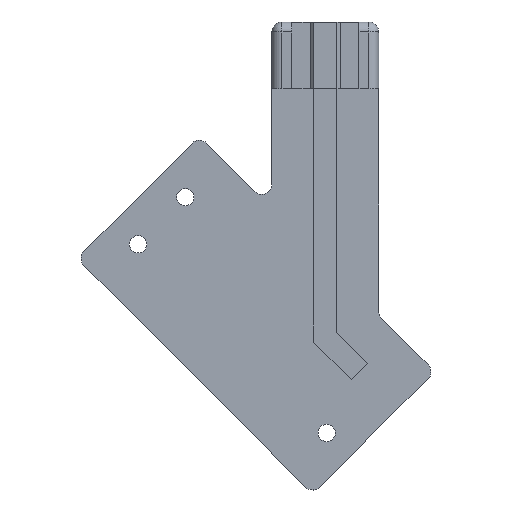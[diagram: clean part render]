
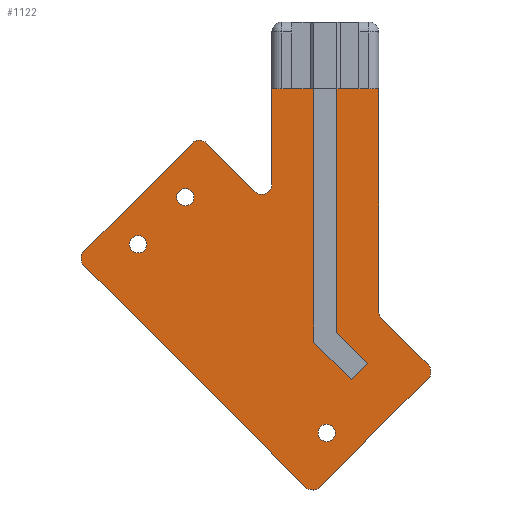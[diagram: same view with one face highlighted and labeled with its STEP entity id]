
A CAD part, top view. The second image highlights one B-rep face of the part: STEP entity #1122.
In plain terms, the highlighted planar face has unit normal (0, 0, 1).
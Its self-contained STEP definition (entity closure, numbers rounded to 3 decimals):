
#55=FACE_BOUND('',#210,.T.);
#56=FACE_BOUND('',#211,.T.);
#57=FACE_BOUND('',#212,.T.);
#70=CIRCLE('',#1208,3.);
#71=CIRCLE('',#1209,3.);
#72=CIRCLE('',#1210,3.);
#73=CIRCLE('',#1211,3.);
#74=CIRCLE('',#1212,3.);
#75=CIRCLE('',#1213,3.);
#76=CIRCLE('',#1214,2.6);
#77=CIRCLE('',#1215,2.6);
#78=CIRCLE('',#1216,2.6);
#138=FACE_OUTER_BOUND('',#209,.T.);
#209=EDGE_LOOP('',(#783,#784,#785,#786,#787,#788,#789,#790,#791,#792,#793,
#794,#795,#796,#797,#798,#799,#800,#801,#802));
#210=EDGE_LOOP('',(#803));
#211=EDGE_LOOP('',(#804));
#212=EDGE_LOOP('',(#805));
#289=LINE('',#1708,#391);
#293=LINE('',#1716,#395);
#296=LINE('',#1722,#398);
#299=LINE('',#1728,#401);
#302=LINE('',#1734,#404);
#306=LINE('',#1742,#408);
#307=LINE('',#1744,#409);
#308=LINE('',#1748,#410);
#309=LINE('',#1752,#411);
#310=LINE('',#1756,#412);
#311=LINE('',#1760,#413);
#312=LINE('',#1764,#414);
#313=LINE('',#1768,#415);
#314=LINE('',#1769,#416);
#391=VECTOR('',#1338,10.);
#395=VECTOR('',#1344,10.);
#398=VECTOR('',#1349,10.);
#401=VECTOR('',#1354,10.);
#404=VECTOR('',#1359,10.);
#408=VECTOR('',#1367,10.);
#409=VECTOR('',#1368,10.);
#410=VECTOR('',#1371,10.);
#411=VECTOR('',#1374,10.);
#412=VECTOR('',#1377,10.);
#413=VECTOR('',#1380,10.);
#414=VECTOR('',#1383,10.);
#415=VECTOR('',#1386,10.);
#416=VECTOR('',#1387,10.);
#493=VERTEX_POINT('',#1706);
#494=VERTEX_POINT('',#1707);
#497=VERTEX_POINT('',#1715);
#499=VERTEX_POINT('',#1721);
#501=VERTEX_POINT('',#1727);
#503=VERTEX_POINT('',#1733);
#505=VERTEX_POINT('',#1741);
#506=VERTEX_POINT('',#1743);
#507=VERTEX_POINT('',#1745);
#508=VERTEX_POINT('',#1747);
#509=VERTEX_POINT('',#1749);
#510=VERTEX_POINT('',#1751);
#511=VERTEX_POINT('',#1753);
#512=VERTEX_POINT('',#1755);
#513=VERTEX_POINT('',#1757);
#514=VERTEX_POINT('',#1759);
#515=VERTEX_POINT('',#1761);
#516=VERTEX_POINT('',#1763);
#517=VERTEX_POINT('',#1765);
#518=VERTEX_POINT('',#1767);
#519=VERTEX_POINT('',#1770);
#520=VERTEX_POINT('',#1772);
#521=VERTEX_POINT('',#1774);
#593=EDGE_CURVE('',#493,#494,#289,.T.);
#597=EDGE_CURVE('',#494,#497,#293,.T.);
#600=EDGE_CURVE('',#497,#499,#296,.T.);
#603=EDGE_CURVE('',#499,#501,#299,.T.);
#606=EDGE_CURVE('',#501,#503,#302,.T.);
#610=EDGE_CURVE('',#503,#505,#306,.T.);
#611=EDGE_CURVE('',#506,#505,#307,.T.);
#612=EDGE_CURVE('',#507,#506,#70,.T.);
#613=EDGE_CURVE('',#508,#507,#308,.T.);
#614=EDGE_CURVE('',#509,#508,#71,.T.);
#615=EDGE_CURVE('',#510,#509,#309,.T.);
#616=EDGE_CURVE('',#511,#510,#72,.T.);
#617=EDGE_CURVE('',#512,#511,#310,.T.);
#618=EDGE_CURVE('',#513,#512,#73,.T.);
#619=EDGE_CURVE('',#514,#513,#311,.T.);
#620=EDGE_CURVE('',#515,#514,#74,.T.);
#621=EDGE_CURVE('',#516,#515,#312,.T.);
#622=EDGE_CURVE('',#517,#516,#75,.T.);
#623=EDGE_CURVE('',#518,#517,#313,.T.);
#624=EDGE_CURVE('',#518,#493,#314,.T.);
#625=EDGE_CURVE('',#519,#519,#76,.T.);
#626=EDGE_CURVE('',#520,#520,#77,.T.);
#627=EDGE_CURVE('',#521,#521,#78,.T.);
#783=ORIENTED_EDGE('',*,*,#593,.T.);
#784=ORIENTED_EDGE('',*,*,#597,.T.);
#785=ORIENTED_EDGE('',*,*,#600,.T.);
#786=ORIENTED_EDGE('',*,*,#603,.T.);
#787=ORIENTED_EDGE('',*,*,#606,.T.);
#788=ORIENTED_EDGE('',*,*,#610,.T.);
#789=ORIENTED_EDGE('',*,*,#611,.F.);
#790=ORIENTED_EDGE('',*,*,#612,.F.);
#791=ORIENTED_EDGE('',*,*,#613,.F.);
#792=ORIENTED_EDGE('',*,*,#614,.F.);
#793=ORIENTED_EDGE('',*,*,#615,.F.);
#794=ORIENTED_EDGE('',*,*,#616,.F.);
#795=ORIENTED_EDGE('',*,*,#617,.F.);
#796=ORIENTED_EDGE('',*,*,#618,.F.);
#797=ORIENTED_EDGE('',*,*,#619,.F.);
#798=ORIENTED_EDGE('',*,*,#620,.F.);
#799=ORIENTED_EDGE('',*,*,#621,.F.);
#800=ORIENTED_EDGE('',*,*,#622,.F.);
#801=ORIENTED_EDGE('',*,*,#623,.F.);
#802=ORIENTED_EDGE('',*,*,#624,.T.);
#803=ORIENTED_EDGE('',*,*,#625,.F.);
#804=ORIENTED_EDGE('',*,*,#626,.F.);
#805=ORIENTED_EDGE('',*,*,#627,.F.);
#1091=PLANE('',#1207);
#1122=ADVANCED_FACE('',(#138,#55,#56,#57),#1091,.F.);
#1207=AXIS2_PLACEMENT_3D('',#1740,#1365,#1366);
#1208=AXIS2_PLACEMENT_3D('',#1746,#1369,#1370);
#1209=AXIS2_PLACEMENT_3D('',#1750,#1372,#1373);
#1210=AXIS2_PLACEMENT_3D('',#1754,#1375,#1376);
#1211=AXIS2_PLACEMENT_3D('',#1758,#1378,#1379);
#1212=AXIS2_PLACEMENT_3D('',#1762,#1381,#1382);
#1213=AXIS2_PLACEMENT_3D('',#1766,#1384,#1385);
#1214=AXIS2_PLACEMENT_3D('',#1771,#1388,#1389);
#1215=AXIS2_PLACEMENT_3D('',#1773,#1390,#1391);
#1216=AXIS2_PLACEMENT_3D('',#1775,#1392,#1393);
#1338=DIRECTION('',(0.,-1.,0.));
#1344=DIRECTION('',(0.707,-0.707,0.));
#1349=DIRECTION('',(-0.707,-0.707,0.));
#1354=DIRECTION('',(-0.707,0.707,0.));
#1359=DIRECTION('',(0.,1.,0.));
#1365=DIRECTION('center_axis',(0.,0.,-1.));
#1366=DIRECTION('ref_axis',(-0.707,0.707,0.));
#1367=DIRECTION('',(-1.,0.,0.));
#1368=DIRECTION('',(0.,1.,0.));
#1369=DIRECTION('center_axis',(0.,0.,1.));
#1370=DIRECTION('ref_axis',(0.383,-0.924,0.));
#1371=DIRECTION('',(0.707,-0.707,0.));
#1372=DIRECTION('center_axis',(0.,0.,-1.));
#1373=DIRECTION('ref_axis',(0.,1.,0.));
#1374=DIRECTION('',(0.707,0.707,0.));
#1375=DIRECTION('center_axis',(0.,0.,-1.));
#1376=DIRECTION('ref_axis',(-1.,0.,0.));
#1377=DIRECTION('',(-0.707,0.707,0.));
#1378=DIRECTION('center_axis',(0.,0.,-1.));
#1379=DIRECTION('ref_axis',(0.,-1.,0.));
#1380=DIRECTION('',(-0.707,-0.707,0.));
#1381=DIRECTION('center_axis',(0.,0.,-1.));
#1382=DIRECTION('ref_axis',(1.,0.,0.));
#1383=DIRECTION('',(0.707,-0.707,0.));
#1384=DIRECTION('center_axis',(0.,0.,1.));
#1385=DIRECTION('ref_axis',(-0.924,-0.383,0.));
#1386=DIRECTION('',(0.,-1.,0.));
#1387=DIRECTION('',(-1.,0.,0.));
#1388=DIRECTION('center_axis',(0.,0.,1.));
#1389=DIRECTION('ref_axis',(0.707,-0.707,0.));
#1390=DIRECTION('center_axis',(0.,0.,1.));
#1391=DIRECTION('ref_axis',(0.707,-0.707,0.));
#1392=DIRECTION('center_axis',(0.,0.,1.));
#1393=DIRECTION('ref_axis',(0.707,-0.707,0.));
#1706=CARTESIAN_POINT('',(3.5,-160.75,-67.01));
#1707=CARTESIAN_POINT('',(3.49,-233.752,-67.01));
#1708=CARTESIAN_POINT('',(3.497,-182.574,-67.01));
#1715=CARTESIAN_POINT('',(12.789,-243.051,-67.01));
#1716=CARTESIAN_POINT('',(-5.193,-225.07,-67.01));
#1721=CARTESIAN_POINT('',(7.839,-248.001,-67.01));
#1722=CARTESIAN_POINT('',(18.784,-237.055,-67.01));
#1727=CARTESIAN_POINT('',(-3.5,-236.662,-67.01));
#1728=CARTESIAN_POINT('',(-5.493,-234.669,-67.01));
#1733=CARTESIAN_POINT('',(-3.5,-160.75,-67.01));
#1734=CARTESIAN_POINT('',(-3.5,-220.529,-67.01));
#1740=CARTESIAN_POINT('Origin',(-1.884,-204.396,-67.01));
#1741=CARTESIAN_POINT('',(-16.,-160.75,-67.01));
#1742=CARTESIAN_POINT('',(-1.884,-160.75,-67.01));
#1743=CARTESIAN_POINT('',(-16.,-189.413,-67.01));
#1744=CARTESIAN_POINT('',(-16.,-203.323,-67.01));
#1745=CARTESIAN_POINT('',(-21.121,-191.534,-67.01));
#1746=CARTESIAN_POINT('Origin',(-19.,-189.413,-67.01));
#1747=CARTESIAN_POINT('',(-35.658,-176.997,-67.01));
#1748=CARTESIAN_POINT('',(-5.162,-207.493,-67.01));
#1749=CARTESIAN_POINT('',(-39.901,-176.997,-67.01));
#1750=CARTESIAN_POINT('Origin',(-37.78,-179.118,-67.01));
#1751=CARTESIAN_POINT('',(-72.357,-209.453,-67.01));
#1752=CARTESIAN_POINT('',(-45.361,-182.457,-67.01));
#1753=CARTESIAN_POINT('',(-72.357,-213.696,-67.01));
#1754=CARTESIAN_POINT('Origin',(-70.236,-211.575,-67.01));
#1755=CARTESIAN_POINT('',(-5.889,-280.164,-67.01));
#1756=CARTESIAN_POINT('',(-41.861,-244.192,-67.01));
#1757=CARTESIAN_POINT('',(-1.646,-280.164,-67.01));
#1758=CARTESIAN_POINT('Origin',(-3.768,-278.043,-67.01));
#1759=CARTESIAN_POINT('',(30.81,-247.708,-67.01));
#1760=CARTESIAN_POINT('',(25.35,-253.167,-67.01));
#1761=CARTESIAN_POINT('',(30.81,-243.465,-67.01));
#1762=CARTESIAN_POINT('Origin',(28.688,-245.586,-67.01));
#1763=CARTESIAN_POINT('',(16.879,-229.534,-67.01));
#1764=CARTESIAN_POINT('',(-5.162,-207.493,-67.01));
#1765=CARTESIAN_POINT('',(16.,-227.413,-67.01));
#1766=CARTESIAN_POINT('Origin',(19.,-227.413,-67.01));
#1767=CARTESIAN_POINT('',(16.,-160.75,-67.01));
#1768=CARTESIAN_POINT('',(16.,-203.323,-67.01));
#1769=CARTESIAN_POINT('',(-1.884,-160.75,-67.01));
#1770=CARTESIAN_POINT('',(-1.399,-262.097,-67.01));
#1771=CARTESIAN_POINT('Origin',(0.44,-263.936,-67.01));
#1772=CARTESIAN_POINT('',(-43.825,-191.387,-67.01));
#1773=CARTESIAN_POINT('Origin',(-41.987,-193.225,-67.01));
#1774=CARTESIAN_POINT('',(-57.968,-205.529,-67.01));
#1775=CARTESIAN_POINT('Origin',(-56.129,-207.367,-67.01));
